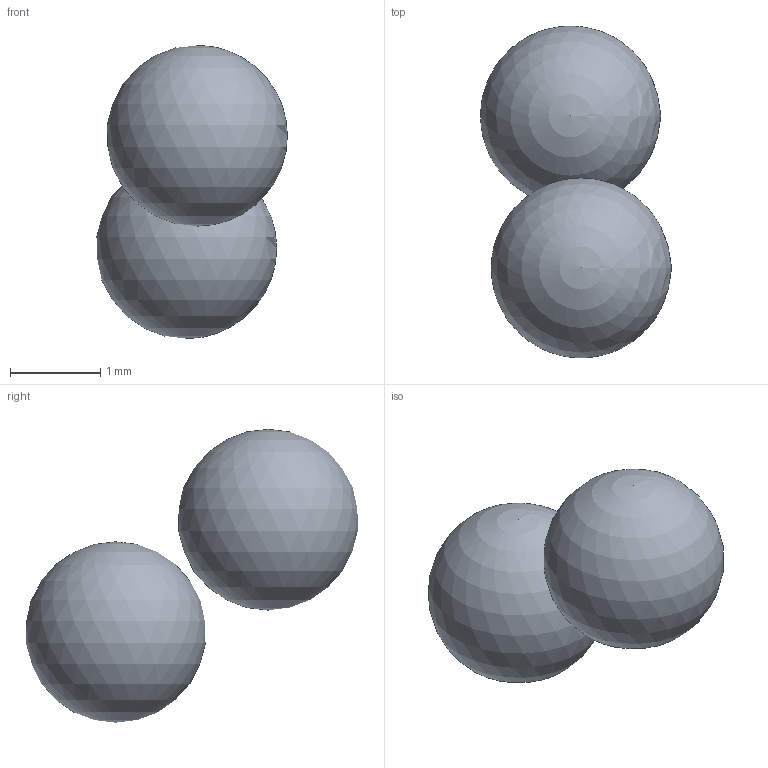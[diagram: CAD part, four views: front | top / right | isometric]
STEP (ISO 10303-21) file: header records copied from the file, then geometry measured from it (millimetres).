
FILE_DESCRIPTION (( 'STEP AP214' ), '1' );
FILE_NAME ('spheres.STEP', '2013-10-23T17:01:51', ( '' ), ( '' ), 'SwSTEP 2.0', 'SolidWorks 2013', '' );
FILE_SCHEMA (( 'AUTOMOTIVE_DESIGN' ));
Length unit declared in the file: millimetre
Products named in the file (2): spheres; Part2^Assem2
Assembly tree (2 placements, depth 2):
  spheres
    Part2^Assem2  x2
Bounding box: 2.11 x 3.67 x 3.24 mm (x, y, z)
Volume: 8.4 mm3; surface area: 25.1 mm2
Topology: 2 solids, 2 shells, 2 faces, 6 edges, 4 vertices
Faces by surface type: sphere 2
Entity records: 95 total; most frequent: DIRECTION 10, CARTESIAN_POINT 5, UNCERTAINTY_MEASURE_WITH_UNIT 5, AXIS2_PLACEMENT_3D 5, APPLICATION_PROTOCOL_DEFINITION 4, APPLICATION_CONTEXT 4, PRODUCT_DEFINITION_SHAPE 4, COLOUR_RGB 3
